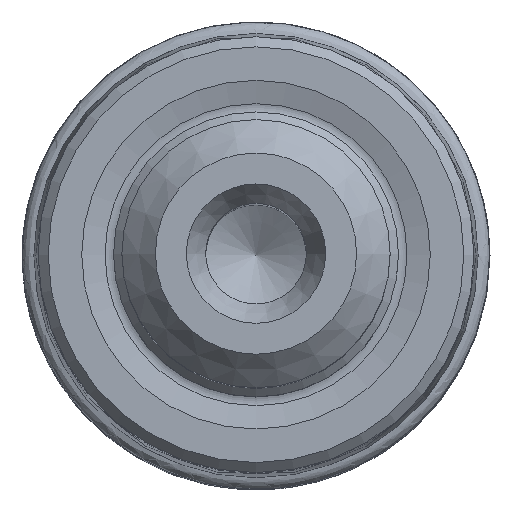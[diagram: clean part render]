
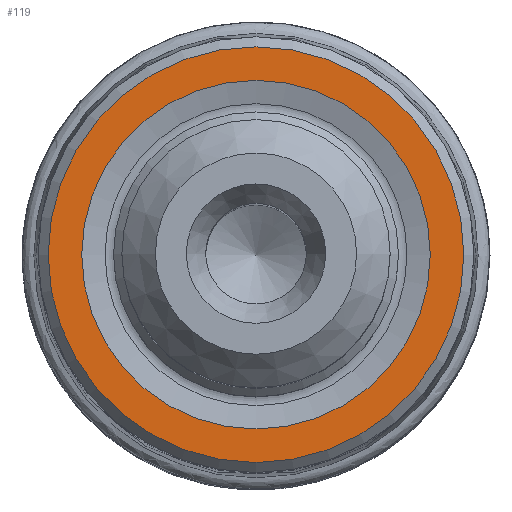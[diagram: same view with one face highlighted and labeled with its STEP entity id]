
A CAD part, top view. The second image highlights one B-rep face of the part: STEP entity #119.
In plain terms, the highlighted planar face has unit normal (0, 0, 1).
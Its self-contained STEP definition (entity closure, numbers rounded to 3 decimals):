
#50=PLANE('',#742);
#119=ADVANCED_FACE('',(#263,#264),#50,.F.);
#263=FACE_BOUND('',#375,.T.);
#264=FACE_BOUND('',#376,.T.);
#375=EDGE_LOOP('',(#487));
#376=EDGE_LOOP('',(#488));
#487=ORIENTED_EDGE('',*,*,#632,.T.);
#488=ORIENTED_EDGE('',*,*,#633,.T.);
#575=VERTEX_POINT('',#1313);
#576=VERTEX_POINT('',#1315);
#632=EDGE_CURVE('',#575,#575,#684,.T.);
#633=EDGE_CURVE('',#576,#576,#685,.T.);
#684=CIRCLE('',#740,6.2);
#685=CIRCLE('',#741,5.199);
#740=AXIS2_PLACEMENT_3D('',#1312,#873,#874);
#741=AXIS2_PLACEMENT_3D('',#1314,#875,#876);
#742=AXIS2_PLACEMENT_3D('',#1316,#877,#878);
#873=DIRECTION('',(0.,0.,1.));
#874=DIRECTION('',(-1.,0.,0.));
#875=DIRECTION('',(0.,0.,-1.));
#876=DIRECTION('',(-1.,0.,0.));
#877=DIRECTION('',(0.,0.,-1.));
#878=DIRECTION('',(-1.,0.,0.));
#1312=CARTESIAN_POINT('',(0.,0.,0.));
#1313=CARTESIAN_POINT('',(-6.2,0.,0.));
#1314=CARTESIAN_POINT('',(0.,0.,0.));
#1315=CARTESIAN_POINT('',(-5.199,0.,0.));
#1316=CARTESIAN_POINT('',(0.,0.,0.));
